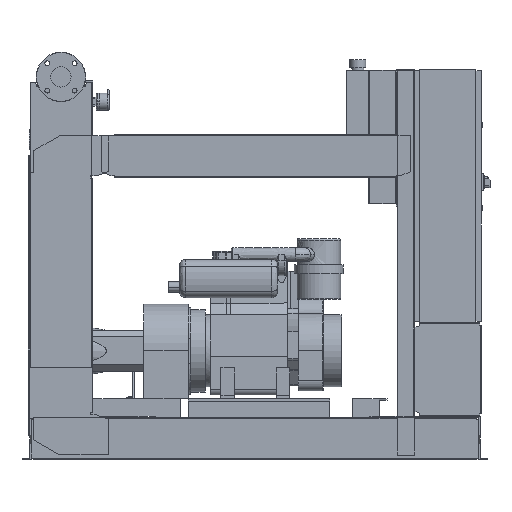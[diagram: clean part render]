
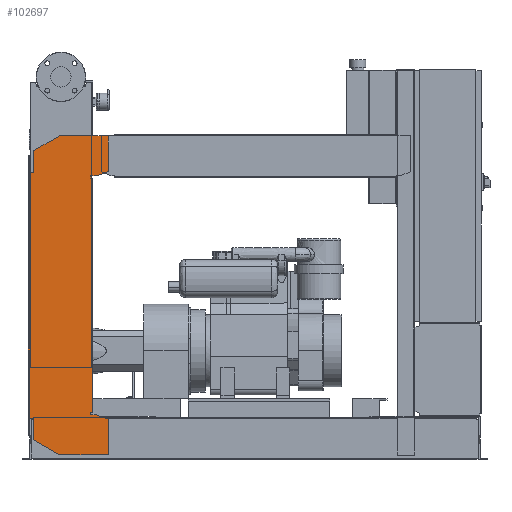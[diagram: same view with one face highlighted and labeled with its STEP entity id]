
A CAD part, front view. The second image highlights one B-rep face of the part: STEP entity #102697.
In plain terms, the highlighted free-form (B-spline) face has degree [1, 1] with [2, 2] control points.
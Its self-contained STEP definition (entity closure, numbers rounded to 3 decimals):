
#102182=CARTESIAN_POINT('',(-102.0,-463.5,1076.0));
#102183=VERTEX_POINT('',#102182);
#102190=CARTESIAN_POINT('',(-102.0,-463.5,1158.574));
#102191=VERTEX_POINT('',#102190);
#102192=CARTESIAN_POINT('',(-102.0,-463.5,1076.0));
#102193=DIRECTION('',(0.0,0.0,1.0));
#102194=VECTOR('',#102193,82.574);
#102195=LINE('',#102192,#102194);
#102196=EDGE_CURVE('',#102183,#102191,#102195,.T.);
#102214=CARTESIAN_POINT('',(-6.,-463.5,1214.0));
#102215=VERTEX_POINT('',#102214);
#102216=CARTESIAN_POINT('',(-102.0,-463.5,1158.574));
#102217=DIRECTION('',(0.866,0.0,0.5));
#102218=VECTOR('',#102217,110.851);
#102219=LINE('',#102216,#102218);
#102220=EDGE_CURVE('',#102191,#102215,#102219,.T.);
#102238=CARTESIAN_POINT('',(177.0,-463.5,1214.0));
#102239=VERTEX_POINT('',#102238);
#102240=CARTESIAN_POINT('',(-6.,-463.5,1214.0));
#102241=DIRECTION('',(1.0,0.0,0.0));
#102242=VECTOR('',#102241,183.0);
#102243=LINE('',#102240,#102242);
#102244=EDGE_CURVE('',#102215,#102239,#102243,.T.);
#102262=CARTESIAN_POINT('',(177.0,-463.5,1080.379));
#102263=VERTEX_POINT('',#102262);
#102264=CARTESIAN_POINT('',(177.0,-463.5,1214.0));
#102265=DIRECTION('',(0.0,0.0,-1.0));
#102266=VECTOR('',#102265,133.621);
#102267=LINE('',#102264,#102266);
#102268=EDGE_CURVE('',#102239,#102263,#102267,.T.);
#102286=CARTESIAN_POINT('',(132.,-463.5,1064.0));
#102287=VERTEX_POINT('',#102286);
#102288=CARTESIAN_POINT('',(177.0,-463.5,1080.379));
#102289=DIRECTION('',(-0.94,0.0,-0.342));
#102290=VECTOR('',#102289,47.888);
#102291=LINE('',#102288,#102290);
#102292=EDGE_CURVE('',#102263,#102287,#102291,.T.);
#102310=CARTESIAN_POINT('',(112.0,-463.5,1064.0));
#102311=VERTEX_POINT('',#102310);
#102312=CARTESIAN_POINT('',(132.,-463.5,1064.0));
#102313=DIRECTION('',(-1.0,0.0,0.0));
#102314=VECTOR('',#102313,20.);
#102315=LINE('',#102312,#102314);
#102316=EDGE_CURVE('',#102287,#102311,#102315,.T.);
#102334=CARTESIAN_POINT('',(112.0,-463.5,1056.0));
#102335=VERTEX_POINT('',#102334);
#102336=CARTESIAN_POINT('',(112.0,-463.5,1064.0));
#102337=DIRECTION('',(0.0,0.0,-1.0));
#102338=VECTOR('',#102337,8.0);
#102339=LINE('',#102336,#102338);
#102340=EDGE_CURVE('',#102311,#102335,#102339,.T.);
#102358=CARTESIAN_POINT('',(120.,-463.5,1056.0));
#102359=VERTEX_POINT('',#102358);
#102360=CARTESIAN_POINT('',(112.0,-463.5,1056.0));
#102361=DIRECTION('',(1.0,0.0,0.0));
#102362=VECTOR('',#102361,8.);
#102363=LINE('',#102360,#102362);
#102364=EDGE_CURVE('',#102335,#102359,#102363,.T.);
#102382=CARTESIAN_POINT('',(120.,-463.5,176.));
#102383=VERTEX_POINT('',#102382);
#102394=CARTESIAN_POINT('',(120.,-463.5,1056.0));
#102395=DIRECTION('',(0.0,0.0,-1.0));
#102396=VECTOR('',#102395,880.);
#102397=LINE('',#102394,#102396);
#102398=EDGE_CURVE('',#102359,#102383,#102397,.T.);
#102412=CARTESIAN_POINT('',(112.,-463.5,176.));
#102413=VERTEX_POINT('',#102412);
#102414=CARTESIAN_POINT('',(120.,-463.5,176.));
#102415=DIRECTION('',(-1.0,0.0,0.0));
#102416=VECTOR('',#102415,8.);
#102417=LINE('',#102414,#102416);
#102418=EDGE_CURVE('',#102383,#102413,#102417,.T.);
#102436=CARTESIAN_POINT('',(112.,-463.5,168.));
#102437=VERTEX_POINT('',#102436);
#102438=CARTESIAN_POINT('',(112.,-463.5,176.));
#102439=DIRECTION('',(0.0,0.0,-1.0));
#102440=VECTOR('',#102439,8.0);
#102441=LINE('',#102438,#102440);
#102442=EDGE_CURVE('',#102413,#102437,#102441,.T.);
#102460=CARTESIAN_POINT('',(132.,-463.5,168.));
#102461=VERTEX_POINT('',#102460);
#102462=CARTESIAN_POINT('',(112.,-463.5,168.));
#102463=DIRECTION('',(1.0,0.0,0.0));
#102464=VECTOR('',#102463,20.0);
#102465=LINE('',#102462,#102464);
#102466=EDGE_CURVE('',#102437,#102461,#102465,.T.);
#102484=CARTESIAN_POINT('',(177.,-463.5,151.621));
#102485=VERTEX_POINT('',#102484);
#102486=CARTESIAN_POINT('',(132.,-463.5,168.));
#102487=DIRECTION('',(0.94,0.0,-0.342));
#102488=VECTOR('',#102487,47.888);
#102489=LINE('',#102486,#102488);
#102490=EDGE_CURVE('',#102461,#102485,#102489,.T.);
#102508=CARTESIAN_POINT('',(177.,-463.5,18.0));
#102509=VERTEX_POINT('',#102508);
#102510=CARTESIAN_POINT('',(177.,-463.5,151.621));
#102511=DIRECTION('',(0.0,0.0,-1.0));
#102512=VECTOR('',#102511,133.621);
#102513=LINE('',#102510,#102512);
#102514=EDGE_CURVE('',#102485,#102509,#102513,.T.);
#102532=CARTESIAN_POINT('',(-4.,-463.5,18.0));
#102533=VERTEX_POINT('',#102532);
#102534=CARTESIAN_POINT('',(177.,-463.5,18.0));
#102535=DIRECTION('',(-1.0,0.0,0.0));
#102536=VECTOR('',#102535,181.);
#102537=LINE('',#102534,#102536);
#102538=EDGE_CURVE('',#102509,#102533,#102537,.T.);
#102556=CARTESIAN_POINT('',(-102.,-463.5,74.58));
#102557=VERTEX_POINT('',#102556);
#102558=CARTESIAN_POINT('',(-4.,-463.5,18.0));
#102559=DIRECTION('',(-0.866,0.,0.5));
#102560=VECTOR('',#102559,113.161);
#102561=LINE('',#102558,#102560);
#102562=EDGE_CURVE('',#102533,#102557,#102561,.T.);
#102580=CARTESIAN_POINT('',(-102.,-463.5,156.0));
#102581=VERTEX_POINT('',#102580);
#102582=CARTESIAN_POINT('',(-102.,-463.5,74.58));
#102583=DIRECTION('',(0.0,0.0,1.0));
#102584=VECTOR('',#102583,81.42);
#102585=LINE('',#102582,#102584);
#102586=EDGE_CURVE('',#102557,#102581,#102585,.T.);
#102604=CARTESIAN_POINT('',(-122.,-463.5,156.0));
#102605=VERTEX_POINT('',#102604);
#102606=CARTESIAN_POINT('',(-102.,-463.5,156.0));
#102607=DIRECTION('',(-1.0,0.0,0.0));
#102608=VECTOR('',#102607,20.0);
#102609=LINE('',#102606,#102608);
#102610=EDGE_CURVE('',#102581,#102605,#102609,.T.);
#102628=CARTESIAN_POINT('',(-122.0,-463.5,1076.0));
#102629=VERTEX_POINT('',#102628);
#102642=CARTESIAN_POINT('',(-122.,-463.5,156.0));
#102643=DIRECTION('',(0.0,0.0,1.0));
#102644=VECTOR('',#102643,920.0);
#102645=LINE('',#102642,#102644);
#102646=EDGE_CURVE('',#102605,#102629,#102645,.T.);
#102660=CARTESIAN_POINT('',(-122.0,-463.5,1076.0));
#102661=DIRECTION('',(1.0,0.0,0.0));
#102662=VECTOR('',#102661,20.0);
#102663=LINE('',#102660,#102662);
#102664=EDGE_CURVE('',#102629,#102183,#102663,.T.);
#102670=CARTESIAN_POINT('',(-122.,-463.5,18.0));
#102671=CARTESIAN_POINT('',(177.0,-463.5,18.0));
#102672=CARTESIAN_POINT('',(-122.,-463.5,1214.0));
#102673=CARTESIAN_POINT('',(177.0,-463.5,1214.0));
#102674=B_SPLINE_SURFACE_WITH_KNOTS('',1,1,((#102670,#102672),(#102671,#102673)),.UNSPECIFIED.,.F.,.F.,.U.,(2,2),(2,2),(0.0,299.),(0.0,1196.0),.UNSPECIFIED.);
#102675=ORIENTED_EDGE('',*,*,#102664,.F.);
#102676=ORIENTED_EDGE('',*,*,#102646,.F.);
#102677=ORIENTED_EDGE('',*,*,#102610,.F.);
#102678=ORIENTED_EDGE('',*,*,#102586,.F.);
#102679=ORIENTED_EDGE('',*,*,#102562,.F.);
#102680=ORIENTED_EDGE('',*,*,#102538,.F.);
#102681=ORIENTED_EDGE('',*,*,#102514,.F.);
#102682=ORIENTED_EDGE('',*,*,#102490,.F.);
#102683=ORIENTED_EDGE('',*,*,#102466,.F.);
#102684=ORIENTED_EDGE('',*,*,#102442,.F.);
#102685=ORIENTED_EDGE('',*,*,#102418,.F.);
#102686=ORIENTED_EDGE('',*,*,#102398,.F.);
#102687=ORIENTED_EDGE('',*,*,#102364,.F.);
#102688=ORIENTED_EDGE('',*,*,#102340,.F.);
#102689=ORIENTED_EDGE('',*,*,#102316,.F.);
#102690=ORIENTED_EDGE('',*,*,#102292,.F.);
#102691=ORIENTED_EDGE('',*,*,#102268,.F.);
#102692=ORIENTED_EDGE('',*,*,#102244,.F.);
#102693=ORIENTED_EDGE('',*,*,#102220,.F.);
#102694=ORIENTED_EDGE('',*,*,#102196,.F.);
#102695=EDGE_LOOP('',(#102675,#102676,#102677,#102678,#102679,#102680,#102681,#102682,#102683,#102684,#102685,#102686,#102687,#102688,#102689,#102690,#102691,#102692,#102693,#102694));
#102696=FACE_OUTER_BOUND('',#102695,.T.);
#102697=ADVANCED_FACE('',(#102696),#102674,.T.);
